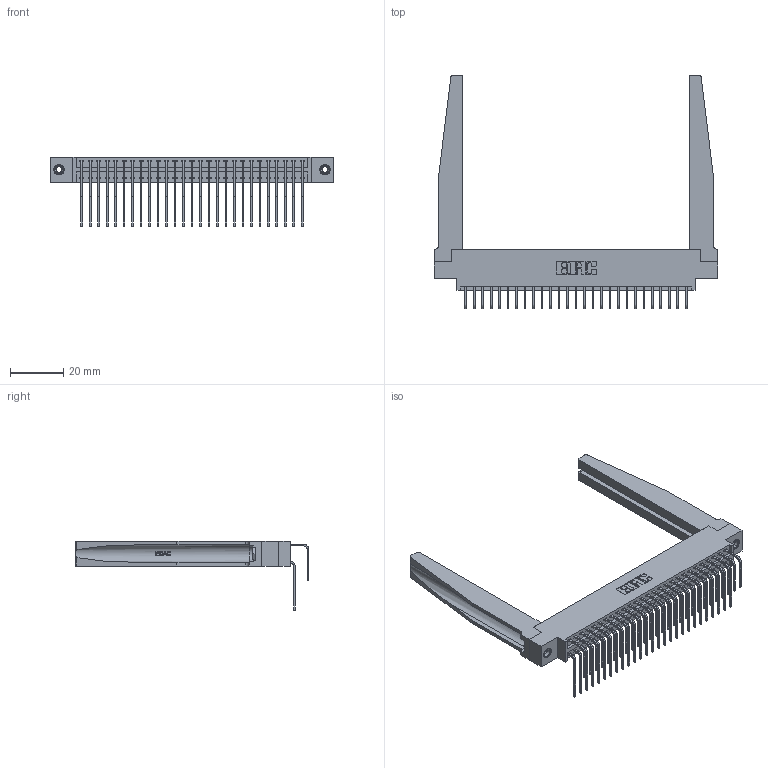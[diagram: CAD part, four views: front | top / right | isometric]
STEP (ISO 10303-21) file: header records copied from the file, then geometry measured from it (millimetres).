
FILE_DESCRIPTION (( 'STEP AP203' ), '1' );
FILE_NAME ('396-054-558-878.STEP', '2019-11-03T09:04:27', ( '' ), ( '' ), 'SwSTEP 2.0', 'SolidWorks 2016', '' );
FILE_SCHEMA (( 'CONFIG_CONTROL_DESIGN' ));
Length unit declared in the file: inch
Products named in the file (6): 396-054-558-878; 346 Part_0.170 Offset - 0.156 Dia-TH; 345-250-001_345-250-001-102; 345-292-001_558 Tail - 2; 345-292-001_558 559 Tail - 1; 346-220-078_345-220-078
Assembly tree (59 placements, depth 2):
  396-054-558-878
    346 Part_0.170 Offset - 0.156 Dia-TH
    345-292-001_558 559 Tail - 1  x27
    345-292-001_558 Tail - 2  x27
    346-220-078_345-220-078  x2
    345-250-001_345-250-001-102  x2
Bounding box: 106.3 x 87.44 x 26.16 mm (x, y, z)
Volume: 17314.7 mm3; surface area: 22279.4 mm2
Topology: 59 solids, 59 shells, 3276 faces, 9643 edges, 6346 vertices
Faces by surface type: plane 2220, cylinder 1004, bspline 36, cone 12, torus 4
Entity records: 26304 total; most frequent: CARTESIAN_POINT 5346, ORIENTED_EDGE 4118, DIRECTION 3721, EDGE_CURVE 2059, VECTOR 1685, LINE 1685, VERTEX_POINT 1364, AXIS2_PLACEMENT_3D 1018
